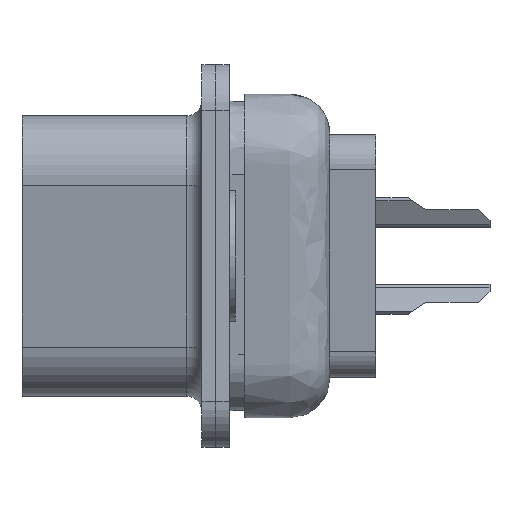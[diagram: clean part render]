
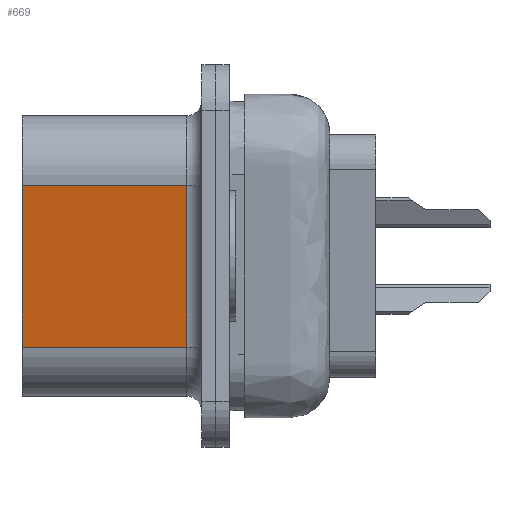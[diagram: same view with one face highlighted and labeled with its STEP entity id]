
A CAD part, left-side view. The second image highlights one B-rep face of the part: STEP entity #669.
In plain terms, the highlighted planar face has unit normal (-0.985, 0, -0.174).
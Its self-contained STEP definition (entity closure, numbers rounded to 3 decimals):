
#669 = ADVANCED_FACE( '', ( #1404 ), #1405, .F. );
#1404 = FACE_OUTER_BOUND( '', #9156, .T. );
#1405 = PLANE( '', #9157 );
#9156 = EDGE_LOOP( '', ( #11248, #11249, #11250, #11251 ) );
#9157 = AXIS2_PLACEMENT_3D( '', #11252, #11253, #11254 );
#11248 = ORIENTED_EDGE( '', *, *, #12648, .T. );
#11249 = ORIENTED_EDGE( '', *, *, #12893, .T. );
#11250 = ORIENTED_EDGE( '', *, *, #12495, .F. );
#11251 = ORIENTED_EDGE( '', *, *, #13041, .F. );
#11252 = CARTESIAN_POINT( '', ( -7.946, 5.9, -2.989 ) );
#11253 = DIRECTION( '', ( 0.985, 0., 0.174 ) );
#11254 = DIRECTION( '', ( 0.174, 0., -0.985 ) );
#12495 = EDGE_CURVE( '', #13405, #13406, #13407, .T. );
#12648 = EDGE_CURVE( '', #13678, #13676, #13679, .F. );
#12893 = EDGE_CURVE( '', #13676, #13406, #14071, .F. );
#13041 = EDGE_CURVE( '', #13678, #13405, #14289, .T. );
#13405 = VERTEX_POINT( '', #14743 );
#13406 = VERTEX_POINT( '', #14744 );
#13407 = LINE( '', #14745, #14746 );
#13676 = VERTEX_POINT( '', #15410 );
#13678 = VERTEX_POINT( '', #15412 );
#13679 = LINE( '', #15413, #15414 );
#14071 = LINE( '', #16605, #16606 );
#14289 = LINE( '', #17243, #17244 );
#14743 = CARTESIAN_POINT( '', ( -8.88, 5.9, 2.311 ) );
#14744 = CARTESIAN_POINT( '', ( -8.88, 0.5, 2.311 ) );
#14745 = CARTESIAN_POINT( '', ( -8.88, 5.9, 2.311 ) );
#14746 = VECTOR( '', #17805, 1000. );
#15410 = CARTESIAN_POINT( '', ( -7.946, 0.5, -2.989 ) );
#15412 = CARTESIAN_POINT( '', ( -7.946, 5.9, -2.989 ) );
#15413 = CARTESIAN_POINT( '', ( -7.946, 5.9, -2.989 ) );
#15414 = VECTOR( '', #18018, 1000. );
#16605 = CARTESIAN_POINT( '', ( -7.946, 0.5, -2.989 ) );
#16606 = VECTOR( '', #18263, 1000. );
#17243 = CARTESIAN_POINT( '', ( -7.946, 5.9, -2.989 ) );
#17244 = VECTOR( '', #18425, 1000. );
#17805 = DIRECTION( '', ( 0., -1., 0. ) );
#18018 = DIRECTION( '', ( 0., 1., 0. ) );
#18263 = DIRECTION( '', ( 0.174, 0., -0.985 ) );
#18425 = DIRECTION( '', ( -0.174, 0., 0.985 ) );
